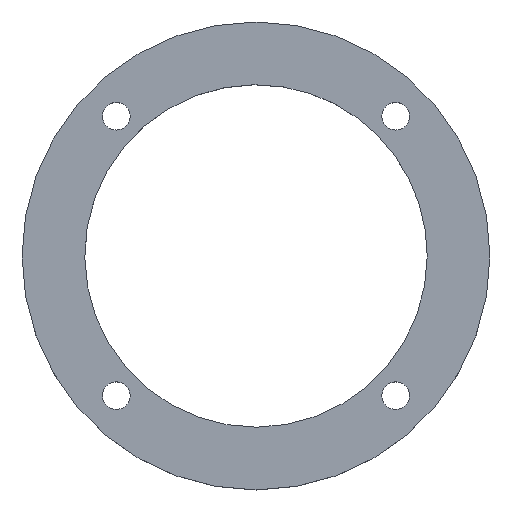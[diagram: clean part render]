
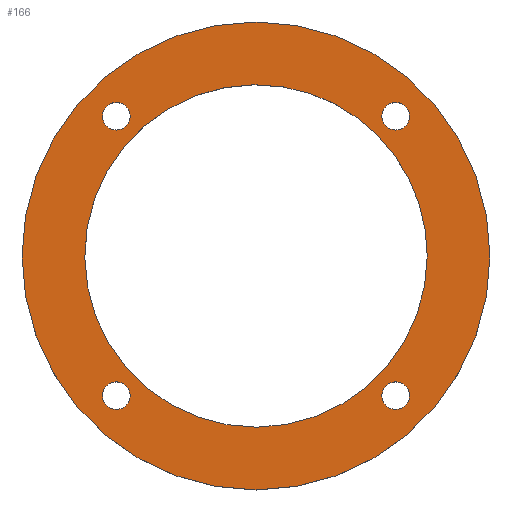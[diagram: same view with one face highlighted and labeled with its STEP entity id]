
A CAD part, top view. The second image highlights one B-rep face of the part: STEP entity #166.
In plain terms, the highlighted planar face has unit normal (0, 0, 1).
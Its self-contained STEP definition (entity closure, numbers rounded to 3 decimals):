
#20=FACE_BOUND('',#48,.T.);
#21=FACE_BOUND('',#49,.T.);
#22=FACE_BOUND('',#50,.T.);
#23=FACE_BOUND('',#51,.T.);
#24=FACE_BOUND('',#52,.T.);
#26=PLANE('',#202);
#34=FACE_OUTER_BOUND('',#47,.T.);
#47=EDGE_LOOP('',(#146));
#48=EDGE_LOOP('',(#147));
#49=EDGE_LOOP('',(#148,#149));
#50=EDGE_LOOP('',(#150));
#51=EDGE_LOOP('',(#151));
#52=EDGE_LOOP('',(#152));
#66=CIRCLE('',#183,1.05);
#68=CIRCLE('',#186,1.05);
#70=CIRCLE('',#189,1.05);
#73=CIRCLE('',#193,13.);
#74=CIRCLE('',#194,13.);
#76=CIRCLE('',#197,1.05);
#78=CIRCLE('',#200,17.763);
#80=VERTEX_POINT('',#259);
#82=VERTEX_POINT('',#265);
#84=VERTEX_POINT('',#271);
#87=VERTEX_POINT('',#279);
#88=VERTEX_POINT('',#281);
#90=VERTEX_POINT('',#287);
#92=VERTEX_POINT('',#293);
#95=EDGE_CURVE('',#80,#80,#66,.T.);
#98=EDGE_CURVE('',#82,#82,#68,.T.);
#101=EDGE_CURVE('',#84,#84,#70,.T.);
#105=EDGE_CURVE('',#87,#88,#73,.T.);
#106=EDGE_CURVE('',#88,#87,#74,.T.);
#109=EDGE_CURVE('',#90,#90,#76,.T.);
#112=EDGE_CURVE('',#92,#92,#78,.T.);
#146=ORIENTED_EDGE('',*,*,#112,.F.);
#147=ORIENTED_EDGE('',*,*,#109,.F.);
#148=ORIENTED_EDGE('',*,*,#106,.F.);
#149=ORIENTED_EDGE('',*,*,#105,.F.);
#150=ORIENTED_EDGE('',*,*,#101,.F.);
#151=ORIENTED_EDGE('',*,*,#98,.F.);
#152=ORIENTED_EDGE('',*,*,#95,.F.);
#166=ADVANCED_FACE('',(#34,#20,#21,#22,#23,#24),#26,.F.);
#183=AXIS2_PLACEMENT_3D('',#261,#210,#211);
#186=AXIS2_PLACEMENT_3D('',#267,#217,#218);
#189=AXIS2_PLACEMENT_3D('',#273,#224,#225);
#193=AXIS2_PLACEMENT_3D('',#282,#233,#234);
#194=AXIS2_PLACEMENT_3D('',#283,#235,#236);
#197=AXIS2_PLACEMENT_3D('',#289,#242,#243);
#200=AXIS2_PLACEMENT_3D('',#295,#249,#250);
#202=AXIS2_PLACEMENT_3D('',#297,#253,#254);
#210=DIRECTION('center_axis',(0.,0.,1.));
#211=DIRECTION('ref_axis',(-1.,0.,0.));
#217=DIRECTION('center_axis',(0.,0.,1.));
#218=DIRECTION('ref_axis',(-1.,0.,0.));
#224=DIRECTION('center_axis',(0.,0.,1.));
#225=DIRECTION('ref_axis',(-1.,0.,0.));
#233=DIRECTION('center_axis',(0.,0.,1.));
#234=DIRECTION('ref_axis',(-0.162,-0.987,0.));
#235=DIRECTION('center_axis',(0.,0.,1.));
#236=DIRECTION('ref_axis',(-0.162,-0.987,0.));
#242=DIRECTION('center_axis',(0.,0.,1.));
#243=DIRECTION('ref_axis',(-1.,0.,0.));
#249=DIRECTION('center_axis',(0.,0.,-1.));
#250=DIRECTION('ref_axis',(-1.,0.,0.));
#253=DIRECTION('center_axis',(0.,0.,-1.));
#254=DIRECTION('ref_axis',(-1.,0.,0.));
#259=CARTESIAN_POINT('',(11.657,10.607,-1.25));
#261=CARTESIAN_POINT('Origin',(10.607,10.607,-1.25));
#265=CARTESIAN_POINT('',(-9.557,10.607,-1.25));
#267=CARTESIAN_POINT('Origin',(-10.607,10.607,-1.25));
#271=CARTESIAN_POINT('',(11.657,-10.607,-1.25));
#273=CARTESIAN_POINT('Origin',(10.607,-10.607,-1.25));
#279=CARTESIAN_POINT('',(2.1,12.829,-1.25));
#281=CARTESIAN_POINT('',(13.,0.,-1.25));
#282=CARTESIAN_POINT('Origin',(0.,0.,
-1.25));
#283=CARTESIAN_POINT('Origin',(0.,0.,
-1.25));
#287=CARTESIAN_POINT('',(-9.557,-10.607,-1.25));
#289=CARTESIAN_POINT('Origin',(-10.607,-10.607,-1.25));
#293=CARTESIAN_POINT('',(17.763,0.,-1.25));
#295=CARTESIAN_POINT('Origin',(0.,0.,
-1.25));
#297=CARTESIAN_POINT('Origin',(0.,0.,-1.25));
